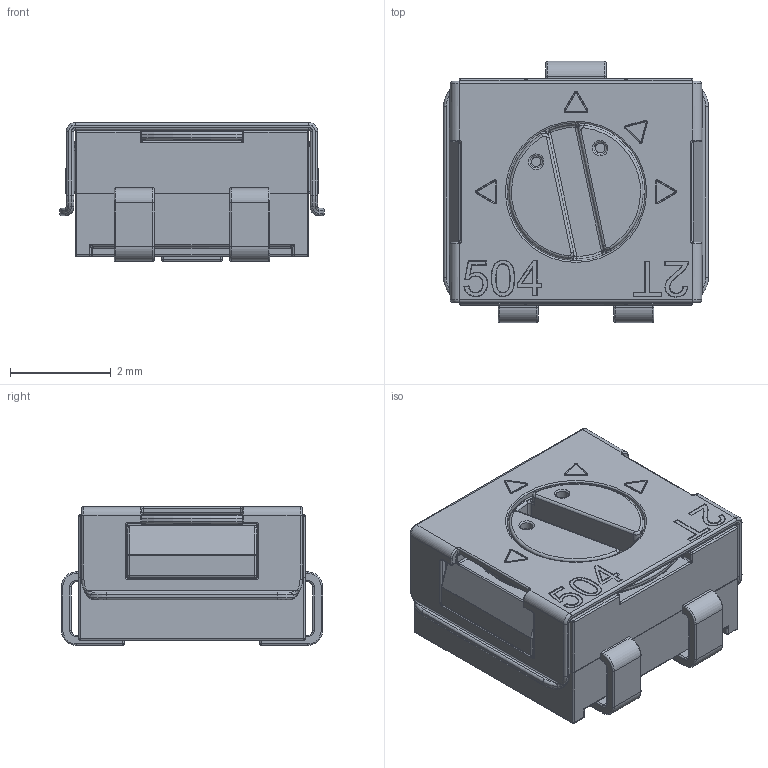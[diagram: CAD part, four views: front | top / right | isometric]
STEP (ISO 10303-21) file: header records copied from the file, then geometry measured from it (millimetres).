
FILE_DESCRIPTION(/* description */ (''),/* implementation_level */ '2;1');
FILE_NAME(/* name */ 'Poti SMD 5k Bi Technologies 23AR5KLFTR.stp',/* time_stamp */ '2020-05-24T17:37:53+02:00',/* author */ ('diwou'),/* organization */ (''),/* preprocessor_version */ 'ST-DEVELOPER v18.1',/* originating_system */ 'Autodesk Inventor 2021',/* authorisation */ '');
FILE_SCHEMA (('AUTOMOTIVE_DESIGN { 1 0 10303 214 3 1 1 }'));
Length unit declared in the file: millimetre
Products named in the file (1): Poti SMD 5k Bi Technologies 23AR5KLFTR
Bounding box: 5.27 x 5.2 x 2.76 mm (x, y, z)
Volume: 55.7 mm3; surface area: 183.2 mm2
Topology: 2 solids, 2 shells, 937 faces, 2125 edges, 1191 vertices
Faces by surface type: cylinder 390, torus 175, plane 162, bspline 152, sphere 58
Full cylindrical faces by diameter (mm): 0.25 x2, 1.5 x1, 2.75 x1, 4.4 x1
Entity records: 31824 total; most frequent: CARTESIAN_POINT 10262, DIRECTION 4471, ORIENTED_EDGE 4226, EDGE_CURVE 2113, AXIS2_PLACEMENT_3D 1815, VERTEX_POINT 1191, EDGE_LOOP 956, FACE_OUTER_BOUND 937
